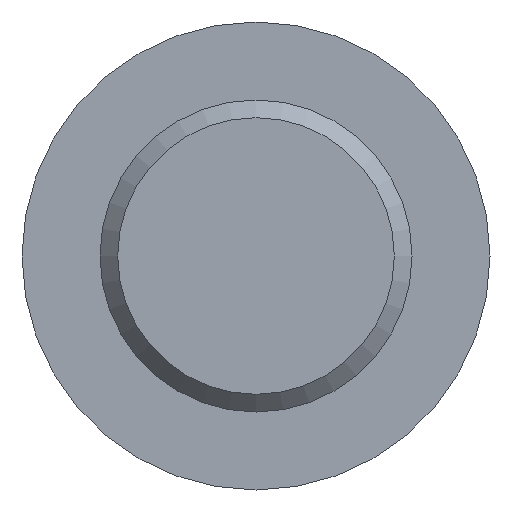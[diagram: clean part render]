
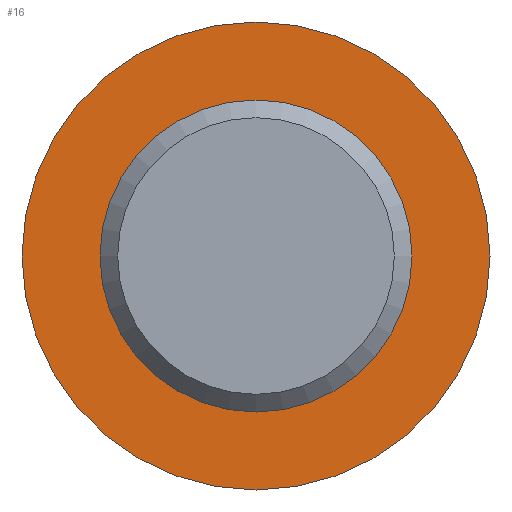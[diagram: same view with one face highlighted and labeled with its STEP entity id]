
A CAD part, front view. The second image highlights one B-rep face of the part: STEP entity #16.
In plain terms, the highlighted planar face has unit normal (0, -1, 0).
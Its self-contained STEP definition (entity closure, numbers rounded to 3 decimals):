
#16 = ADVANCED_FACE ( 'NONE', ( #325, #121 ), #68, .F. ) ;
#28 = VERTEX_POINT ( 'NONE', #214 ) ;
#33 = DIRECTION ( 'NONE',  ( 0., 0., -1. ) ) ;
#68 = PLANE ( 'NONE',  #308 ) ;
#77 = CARTESIAN_POINT ( 'NONE',  ( 0., 130., 0. ) ) ;
#79 = ORIENTED_EDGE ( 'NONE', *, *, #518, .F. ) ;
#113 = DIRECTION ( 'NONE',  ( 0., 0., 1. ) ) ;
#121 = FACE_OUTER_BOUND ( 'NONE', #176, .T. ) ;
#176 = EDGE_LOOP ( 'NONE', ( #298 ) ) ;
#214 = CARTESIAN_POINT ( 'NONE',  ( 0., 130., -16.5 ) ) ;
#217 = DIRECTION ( 'NONE',  ( 0., 0., -1. ) ) ;
#249 = CARTESIAN_POINT ( 'NONE',  ( -11., 130., 0. ) ) ;
#255 = DIRECTION ( 'NONE',  ( 0., -1., 0. ) ) ;
#298 = ORIENTED_EDGE ( 'NONE', *, *, #523, .T. ) ;
#305 = DIRECTION ( 'NONE',  ( 0., -1., 0. ) ) ;
#308 = AXIS2_PLACEMENT_3D ( 'NONE', #249, #484, #113 ) ;
#325 = FACE_BOUND ( 'NONE', #333, .T. ) ;
#332 = CARTESIAN_POINT ( 'NONE',  ( 0., 130., -11. ) ) ;
#333 = EDGE_LOOP ( 'NONE', ( #79 ) ) ;
#368 = CIRCLE ( 'NONE', #397, 16.5 ) ;
#379 = CARTESIAN_POINT ( 'NONE',  ( 0., 130., 0. ) ) ;
#397 = AXIS2_PLACEMENT_3D ( 'NONE', #77, #305, #217 ) ;
#412 = VERTEX_POINT ( 'NONE', #332 ) ;
#445 = CIRCLE ( 'NONE', #513, 11. ) ;
#484 = DIRECTION ( 'NONE',  ( 0., 1., 0. ) ) ;
#513 = AXIS2_PLACEMENT_3D ( 'NONE', #379, #255, #33 ) ;
#518 = EDGE_CURVE ( 'NONE', #412, #412, #445, .T. ) ;
#523 = EDGE_CURVE ( 'NONE', #28, #28, #368, .T. ) ;
